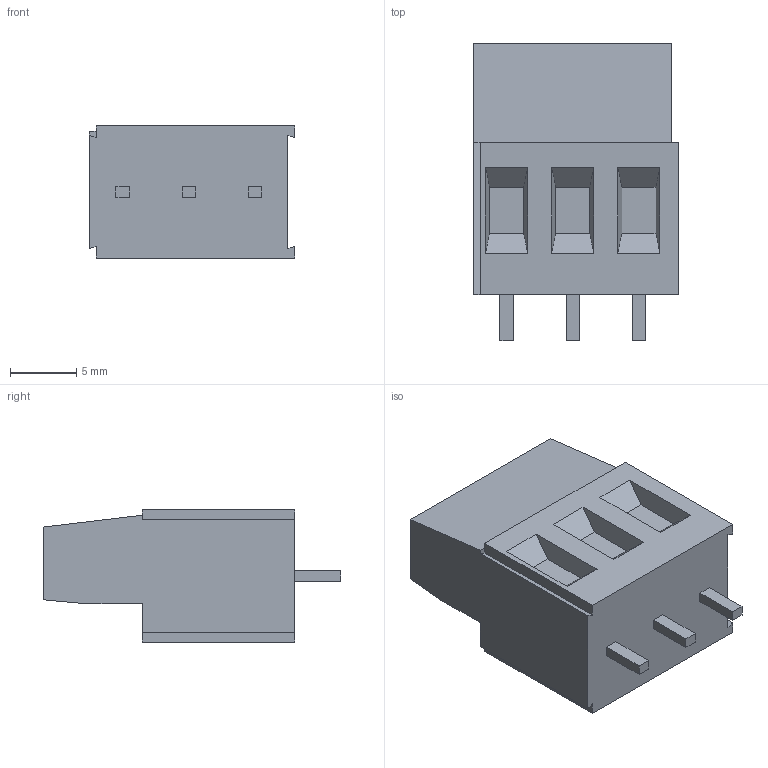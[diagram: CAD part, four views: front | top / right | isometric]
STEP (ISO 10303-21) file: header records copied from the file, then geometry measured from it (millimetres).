
FILE_DESCRIPTION((''),'2;1');
FILE_NAME('C-282856-3','2018-07-26T',('workeradm'),('TE Connectivity Ltd.'),'CREO PARAMETRIC BY PTC INC, 2016050','CREO PARAMETRIC BY PTC INC, 2016050','');
FILE_SCHEMA(('AUTOMOTIVE_DESIGN { 1 0 10303 214 1 1 1 1 }'));
Length unit declared in the file: millimetre
Products named in the file (1): C-282856-3
Bounding box: 15.5 x 22.5 x 10 mm (x, y, z)
Volume: 2302.5 mm3; surface area: 1388 mm2
Topology: 1 solids, 1 shells, 86 faces, 215 edges, 143 vertices
Faces by surface type: plane 80, cylinder 6
Entity records: 2711 total; most frequent: CARTESIAN_POINT 446, ORIENTED_EDGE 430, DIRECTION 411, EDGE_CURVE 215, VECTOR 191, LINE 191, VERTEX_POINT 143, COLOUR_RGB 126
